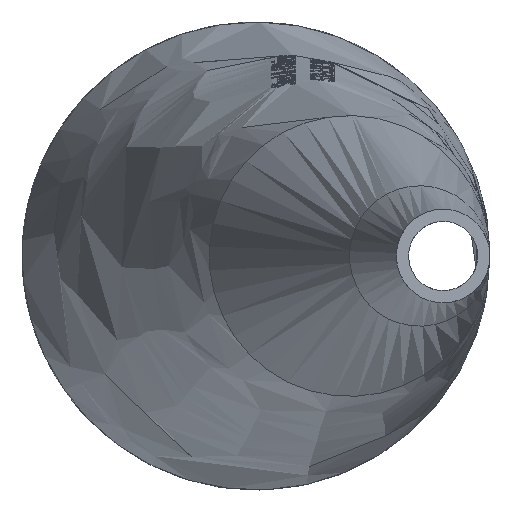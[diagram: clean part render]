
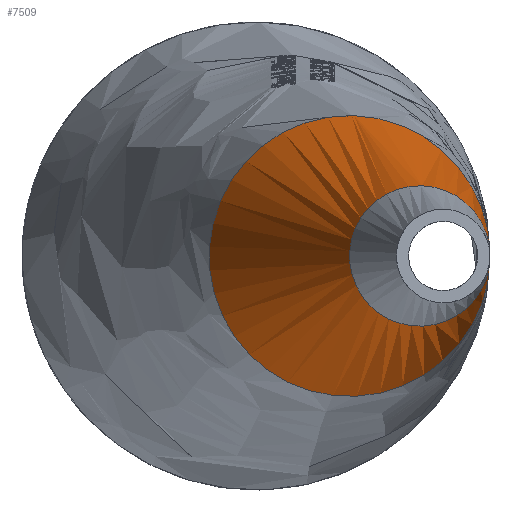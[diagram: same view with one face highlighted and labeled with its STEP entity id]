
A CAD part, left-side view. The second image highlights one B-rep face of the part: STEP entity #7509.
In plain terms, the highlighted free-form (B-spline) face has degree [1, 2] with [2, 9] control points.
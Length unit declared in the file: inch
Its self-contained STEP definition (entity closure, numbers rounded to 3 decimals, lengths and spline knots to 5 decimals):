
#1663=FACE_OUTER_BOUND('',#2111,.T.);
#2111=EDGE_LOOP('',(#7009,#7010,#7011,#7012,#7013,#7014,#7015,#7016));
#2116=CIRCLE('',#7517,0.75);
#2140=CIRCLE('',#7541,0.75);
#2141=CIRCLE('',#7542,0.75);
#2196=CIRCLE('',#7756,0.375);
#2197=CIRCLE('',#7757,0.375);
#2198=CIRCLE('',#7758,0.375);
#2821=B_SPLINE_CURVE_WITH_KNOTS('',1,(#17496,#17497),.UNSPECIFIED.,.F.,
 .F.,(2,2),(-2.76032,-0.00596),.UNSPECIFIED.);
#2832=VERTEX_POINT('',#8754);
#2833=VERTEX_POINT('',#8755);
#2932=VERTEX_POINT('',#9499);
#3581=VERTEX_POINT('',#17433);
#3582=VERTEX_POINT('',#17436);
#3583=VERTEX_POINT('',#17438);
#3600=EDGE_CURVE('',#2832,#2833,#2116,.T.);
#3707=EDGE_CURVE('',#2833,#2932,#2140,.T.);
#3708=EDGE_CURVE('',#2932,#2832,#2141,.T.);
#4724=EDGE_CURVE('',#3582,#3581,#2196,.T.);
#4725=EDGE_CURVE('',#3583,#3582,#2197,.T.);
#4726=EDGE_CURVE('',#3581,#3583,#2198,.T.);
#4735=EDGE_CURVE('',#3583,#2932,#2821,.T.);
#7009=ORIENTED_EDGE('',*,*,#4724,.T.);
#7010=ORIENTED_EDGE('',*,*,#4726,.T.);
#7011=ORIENTED_EDGE('',*,*,#4735,.T.);
#7012=ORIENTED_EDGE('',*,*,#3707,.F.);
#7013=ORIENTED_EDGE('',*,*,#3600,.F.);
#7014=ORIENTED_EDGE('',*,*,#3708,.F.);
#7015=ORIENTED_EDGE('',*,*,#4735,.F.);
#7016=ORIENTED_EDGE('',*,*,#4725,.T.);
#7044=(
BOUNDED_SURFACE()
B_SPLINE_SURFACE(1,2,((#17478,#17479,#17480,#17481,#17482,#17483,#17484,
#17485,#17486),(#17487,#17488,#17489,#17490,#17491,#17492,#17493,#17494,
#17495)),.UNSPECIFIED.,.F.,.T.,.F.)
B_SPLINE_SURFACE_WITH_KNOTS((2,2),(3,2,2,2,3),(-0.18846,2.84804),
(-3.14159,-1.5708,0.,1.5708,3.14159),
 .UNSPECIFIED.)
GEOMETRIC_REPRESENTATION_ITEM()
RATIONAL_B_SPLINE_SURFACE(((1.,0.707,1.,0.707,1.,
0.707,1.,0.707,1.),(1.,0.707,1.,0.707,
1.,0.707,1.,0.707,1.)))
REPRESENTATION_ITEM('')
SURFACE()
);
#7509=ADVANCED_FACE('',(#1663),#7044,.F.);
#7517=AXIS2_PLACEMENT_3D('',#8756,#7775,#7776);
#7541=AXIS2_PLACEMENT_3D('',#9500,#7831,#7832);
#7542=AXIS2_PLACEMENT_3D('',#9501,#7833,#7834);
#7756=AXIS2_PLACEMENT_3D('',#17437,#8626,#8627);
#7757=AXIS2_PLACEMENT_3D('',#17439,#8628,#8629);
#7758=AXIS2_PLACEMENT_3D('',#17440,#8630,#8631);
#7775=DIRECTION('center_axis',(1.,0.,0.));
#7776=DIRECTION('ref_axis',(0.,-1.,0.));
#7831=DIRECTION('center_axis',(1.,0.,0.));
#7832=DIRECTION('ref_axis',(0.,-1.,0.));
#7833=DIRECTION('center_axis',(1.,0.,0.));
#7834=DIRECTION('ref_axis',(0.,-1.,0.));
#8626=DIRECTION('center_axis',(1.,0.,0.));
#8627=DIRECTION('ref_axis',(0.,-1.,0.));
#8628=DIRECTION('center_axis',(1.,0.,0.));
#8629=DIRECTION('ref_axis',(0.,-1.,0.));
#8630=DIRECTION('center_axis',(1.,0.,0.));
#8631=DIRECTION('ref_axis',(0.,-1.,0.));
#8754=CARTESIAN_POINT('',(0.,-0.75,0.));
#8755=CARTESIAN_POINT('',(0.,-0.01137,0.74991));
#8756=CARTESIAN_POINT('Origin',(0.,0.,0.));
#9499=CARTESIAN_POINT('',(0.,-0.02466,0.74959));
#9500=CARTESIAN_POINT('Origin',(0.,0.,0.));
#9501=CARTESIAN_POINT('Origin',(0.,0.,0.));
#17433=CARTESIAN_POINT('',(-2.,-0.38068,0.37496));
#17436=CARTESIAN_POINT('',(-2.,-0.75,0.));
#17437=CARTESIAN_POINT('Origin',(-2.,-0.375,0.));
#17438=CARTESIAN_POINT('',(-2.,-0.38733,0.3748));
#17439=CARTESIAN_POINT('Origin',(-2.,-0.375,0.));
#17440=CARTESIAN_POINT('Origin',(-2.,-0.375,0.));
#17478=CARTESIAN_POINT('Ctrl Pts',(0.14117,0.00094,0.77605));
#17479=CARTESIAN_POINT('Ctrl Pts',(0.005,0.75188,
0.77605));
#17480=CARTESIAN_POINT('Ctrl Pts',(0.005,0.75188,
0.));
#17481=CARTESIAN_POINT('Ctrl Pts',(0.005,0.75188,
-0.77605));
#17482=CARTESIAN_POINT('Ctrl Pts',(0.14117,0.00094,
-0.77605));
#17483=CARTESIAN_POINT('Ctrl Pts',(0.27735,-0.75,
-0.77605));
#17484=CARTESIAN_POINT('Ctrl Pts',(0.27735,-0.75,
0.));
#17485=CARTESIAN_POINT('Ctrl Pts',(0.27735,-0.75,
0.77605));
#17486=CARTESIAN_POINT('Ctrl Pts',(0.14117,0.00094,0.77605));
#17487=CARTESIAN_POINT('Ctrl Pts',(-2.0637,-0.39888,0.36286));
#17488=CARTESIAN_POINT('Ctrl Pts',(-2.12737,-0.04776,
0.36286));
#17489=CARTESIAN_POINT('Ctrl Pts',(-2.12737,-0.04776,
0.));
#17490=CARTESIAN_POINT('Ctrl Pts',(-2.12737,-0.04776,
-0.36286));
#17491=CARTESIAN_POINT('Ctrl Pts',(-2.0637,-0.39888,
-0.36286));
#17492=CARTESIAN_POINT('Ctrl Pts',(-2.00003,-0.75,
-0.36286));
#17493=CARTESIAN_POINT('Ctrl Pts',(-2.00003,-0.75,
0.));
#17494=CARTESIAN_POINT('Ctrl Pts',(-2.00003,-0.75,
0.36286));
#17495=CARTESIAN_POINT('Ctrl Pts',(-2.0637,-0.39888,0.36286));
#17496=CARTESIAN_POINT('Ctrl Pts',(-2.,-0.38733,0.3748));
#17497=CARTESIAN_POINT('Ctrl Pts',(0.,-0.02466,
0.74959));
